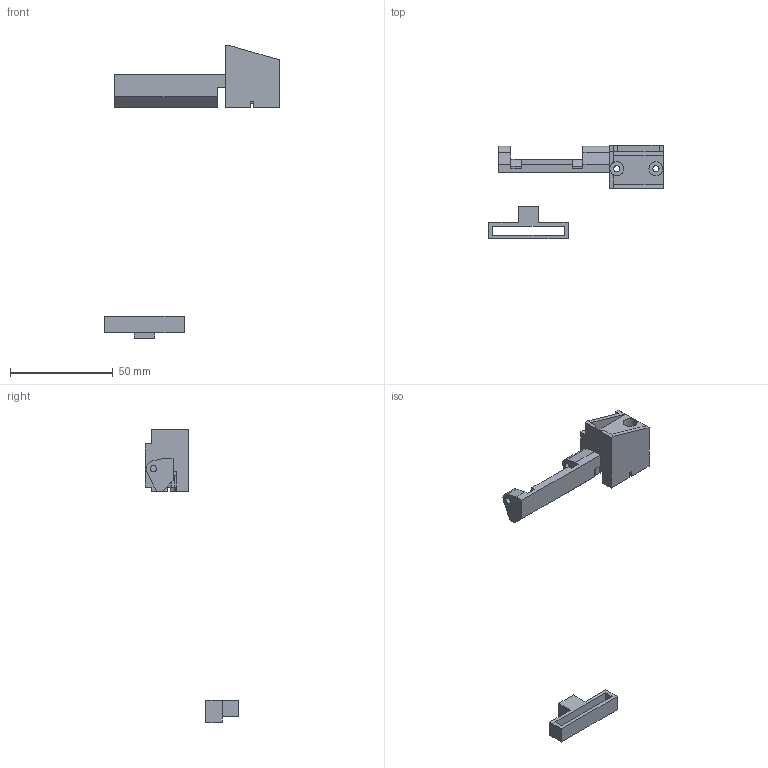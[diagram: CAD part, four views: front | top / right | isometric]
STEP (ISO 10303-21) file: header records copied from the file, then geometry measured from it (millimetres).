
FILE_DESCRIPTION(/* description */ ('STEP AP242'),/* implementation_level */ '2;1');
FILE_NAME(/* name */ 'Hooper Mount + Lever.step',/* time_stamp */ '2025-08-04T17:30:44+02:00',/* author */ (''),/* organization */ (''),/* preprocessor_version */ 'ST-DEVELOPER v20.1',/* originating_system */ 'Autodesk Translation Framework v14.10.0.0',/* authorisation */ '');
FILE_SCHEMA (('AUTOMOTIVE_DESIGN { 1 0 10303 214 3 1 1 }'));
Length unit declared in the file: millimetre
Products named in the file (1): Carto Mount
Bounding box: 84.74 x 45.45 x 142.49 mm (x, y, z)
Volume: 17200.4 mm3; surface area: 9588.3 mm2
Topology: 2 solids, 2 shells, 115 faces, 322 edges, 211 vertices
Faces by surface type: plane 91, cylinder 24
Full cylindrical faces by diameter (mm): 3 x4, 6.8 x2
Entity records: 3732 total; most frequent: CARTESIAN_POINT 650, ORIENTED_EDGE 646, DIRECTION 612, EDGE_CURVE 323, LINE 266, VECTOR 266, VERTEX_POINT 211, AXIS2_PLACEMENT_3D 173
